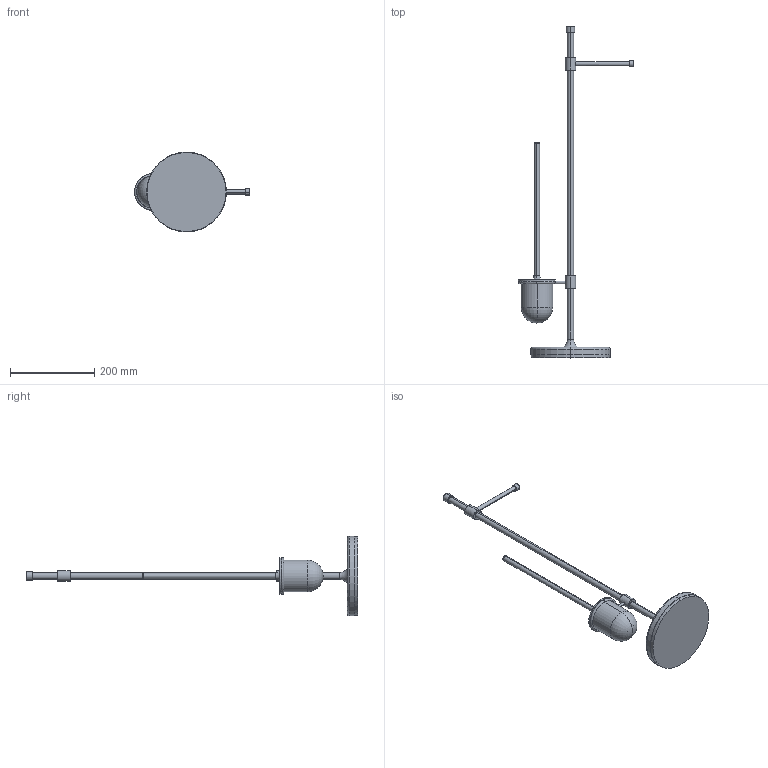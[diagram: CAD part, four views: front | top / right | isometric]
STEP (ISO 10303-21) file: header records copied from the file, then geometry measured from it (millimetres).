
FILE_DESCRIPTION (( 'STEP AP203' ), '1' );
FILE_NAME ('20118 - WEGA.STEP', '2013-04-06T10:21:57', ( '' ), ( '' ), 'SwSTEP 2.0', 'SolidWorks 2012', '' );
FILE_SCHEMA (( 'CONFIG_CONTROL_DESIGN' ));
Length unit declared in the file: millimetre
Products named in the file (6): TS-03 - stojak; 20118 - WEGA; TS-03 - szczotka; TS-03 - pojemnik; TS-03 - ramiê 2; TS-03 - ramiê
Assembly tree (5 placements, depth 2):
  20118 - WEGA
    TS-03 - stojak
    TS-03 - ramiê
    TS-03 - ramiê 2
    TS-03 - pojemnik
    TS-03 - szczotka
Bounding box: 273.99 x 790 x 190 mm (x, y, z)
Volume: 1178726.3 mm3; surface area: 207197.5 mm2
Topology: 5 solids, 5 shells, 91 faces, 188 edges, 117 vertices
Faces by surface type: cylinder 39, torus 27, plane 23, sphere 2
Entity records: 3302 total; most frequent: CARTESIAN_POINT 624, DIRECTION 512, ORIENTED_EDGE 376, AXIS2_PLACEMENT_3D 235, EDGE_CURVE 188, CIRCLE 136, VERTEX_POINT 117, EDGE_LOOP 107
